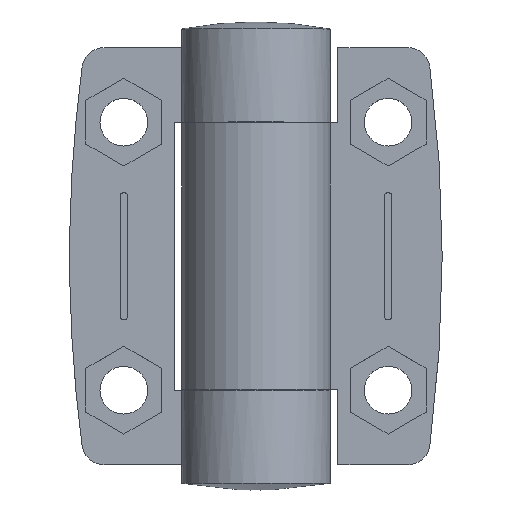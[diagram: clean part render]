
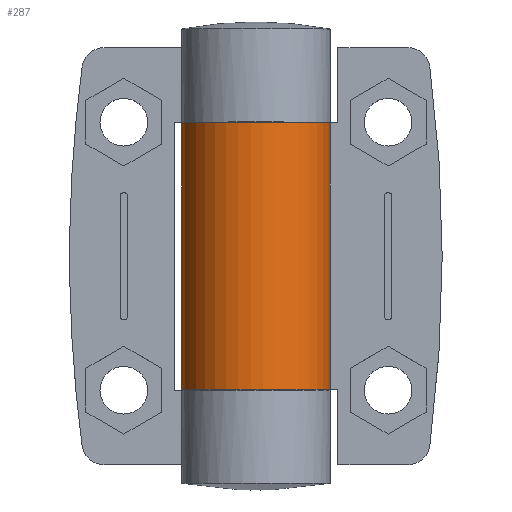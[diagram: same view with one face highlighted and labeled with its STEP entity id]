
A CAD part, top view. The second image highlights one B-rep face of the part: STEP entity #287.
In plain terms, the highlighted cylindrical face has radius 10 mm (diameter 20 mm), a partial arc.
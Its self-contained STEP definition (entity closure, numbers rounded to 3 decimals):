
#287 = ADVANCED_FACE( '', ( #667 ), #668, .T. );
#667 = FACE_OUTER_BOUND( '', #1133, .T. );
#668 = CYLINDRICAL_SURFACE( '', #1134, 10. );
#1133 = EDGE_LOOP( '', ( #1951, #1952, #1953, #1954 ) );
#1134 = AXIS2_PLACEMENT_3D( '', #1955, #1956, #1957 );
#1951 = ORIENTED_EDGE( '', *, *, #2785, .T. );
#1952 = ORIENTED_EDGE( '', *, *, #2750, .F. );
#1953 = ORIENTED_EDGE( '', *, *, #2871, .F. );
#1954 = ORIENTED_EDGE( '', *, *, #2890, .T. );
#1955 = CARTESIAN_POINT( '', ( 0., 17.9, 0. ) );
#1956 = DIRECTION( '', ( 0., 1., 0. ) );
#1957 = DIRECTION( '', ( 0., 0., -1. ) );
#2750 = EDGE_CURVE( '', #3314, #3316, #3317, .T. );
#2785 = EDGE_CURVE( '', #3374, #3316, #3375, .T. );
#2871 = EDGE_CURVE( '', #3515, #3314, #3517, .T. );
#2890 = EDGE_CURVE( '', #3515, #3374, #3546, .T. );
#3314 = VERTEX_POINT( '', #4114 );
#3316 = VERTEX_POINT( '', #4117 );
#3317 = LINE( '', #4118, #4119 );
#3374 = VERTEX_POINT( '', #4198 );
#3375 = CIRCLE( '', #4199, 10. );
#3515 = VERTEX_POINT( '', #4398 );
#3517 = CIRCLE( '', #4401, 10. );
#3546 = LINE( '', #4442, #4443 );
#4114 = CARTESIAN_POINT( '', ( 9.682, 17.9, -2.5 ) );
#4117 = CARTESIAN_POINT( '', ( 9.682, -17.9, -2.5 ) );
#4118 = CARTESIAN_POINT( '', ( 9.682, 17.9, -2.5 ) );
#4119 = VECTOR( '', #5022, 1000. );
#4198 = CARTESIAN_POINT( '', ( -3.049, -17.9, -9.524 ) );
#4199 = AXIS2_PLACEMENT_3D( '', #5060, #5061, #5062 );
#4398 = CARTESIAN_POINT( '', ( -3.049, 17.9, -9.524 ) );
#4401 = AXIS2_PLACEMENT_3D( '', #5156, #5157, #5158 );
#4442 = CARTESIAN_POINT( '', ( -3.049, 17.9, -9.524 ) );
#4443 = VECTOR( '', #5177, 1000. );
#5022 = DIRECTION( '', ( 0., -1., 0. ) );
#5060 = CARTESIAN_POINT( '', ( 0., -17.9, 0. ) );
#5061 = DIRECTION( '', ( 0., 1., 0. ) );
#5062 = DIRECTION( '', ( 1., 0., 0. ) );
#5156 = CARTESIAN_POINT( '', ( 0., 17.9, 0. ) );
#5157 = DIRECTION( '', ( 0., 1., 0. ) );
#5158 = DIRECTION( '', ( 1., 0., 0. ) );
#5177 = DIRECTION( '', ( 0., -1., 0. ) );
